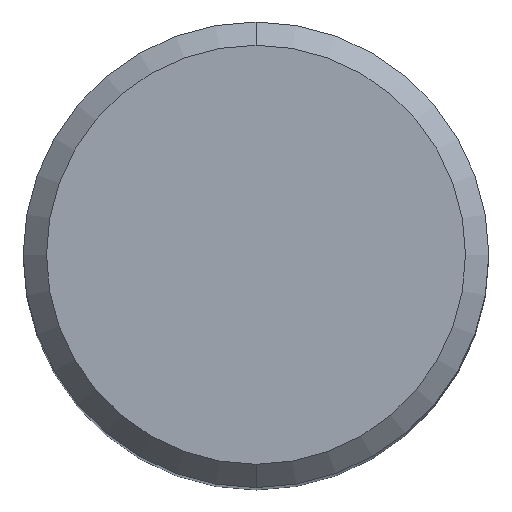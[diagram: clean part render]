
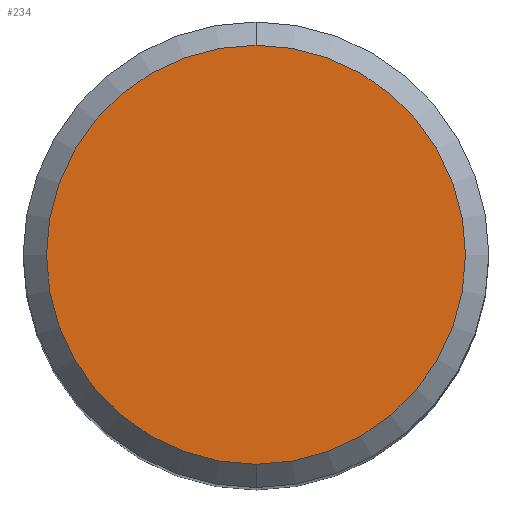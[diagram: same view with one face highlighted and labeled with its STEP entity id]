
A CAD part, top view. The second image highlights one B-rep face of the part: STEP entity #234.
In plain terms, the highlighted planar face has unit normal (0, 0, 1).
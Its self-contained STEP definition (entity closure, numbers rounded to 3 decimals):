
#192=VERTEX_POINT('',#494);
#234=ADVANCED_FACE('',(#541),#542,.T.);
#250=VERTEX_POINT('',#560);
#314=EDGE_CURVE('',#250,#192,#630,.T.);
#396=EDGE_CURVE('',#192,#250,#722,.T.);
#494=CARTESIAN_POINT('',(0.0,7.2,0.0));
#541=FACE_OUTER_BOUND('',#956,.T.);
#542=PLANE('',#957);
#560=CARTESIAN_POINT('',(0.,-7.2,0.0));
#630=CIRCLE('',#1159,7.2);
#722=CIRCLE('',#1326,7.2);
#956=EDGE_LOOP('',(#1564,#1565));
#957=AXIS2_PLACEMENT_3D('',#1566,#1567,#1568);
#1159=AXIS2_PLACEMENT_3D('',#1667,#1668,#1669);
#1326=AXIS2_PLACEMENT_3D('',#1766,#1767,#1768);
#1564=ORIENTED_EDGE('',*,*,#396,.F.);
#1565=ORIENTED_EDGE('',*,*,#314,.F.);
#1566=CARTESIAN_POINT('',(0.0,3.6,0.0));
#1567=DIRECTION('',(-0.0,0.0,1.0));
#1568=DIRECTION('',(0.0,-1.0,0.0));
#1667=CARTESIAN_POINT('',(0.0,0.0,0.0));
#1668=DIRECTION('',(0.0,0.0,-1.0));
#1669=DIRECTION('',(0.0,1.0,0.0));
#1766=CARTESIAN_POINT('',(0.0,0.0,0.0));
#1767=DIRECTION('',(0.0,0.0,-1.0));
#1768=DIRECTION('',(0.0,1.0,0.0));
